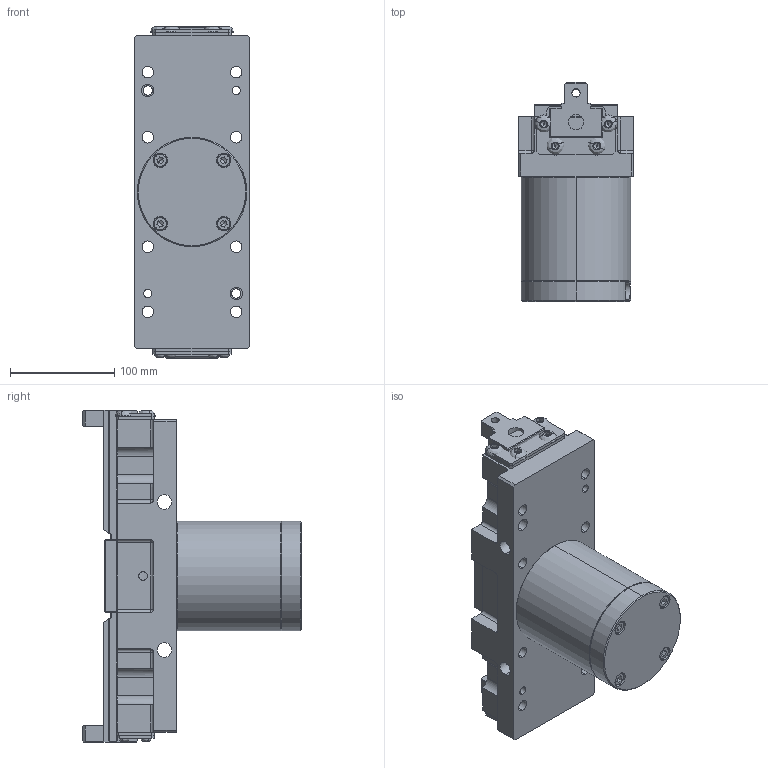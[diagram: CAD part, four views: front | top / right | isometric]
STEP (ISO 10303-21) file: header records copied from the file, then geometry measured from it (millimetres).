
FILE_DESCRIPTION (( 'STEP AP203' ), '1' );
FILE_NAME ('CF-CP-50.STEP', '2020-01-21T09:11:11', ( 'temp' ), ( '' ), 'SwSTEP 2.0', 'SolidWorks 2016', '' );
FILE_SCHEMA (( 'CONFIG_CONTROL_DESIGN' ));
Length unit declared in the file: millimetre
Products named in the file (12): CF-CP-50-10000; CF-CP-50-11000; 半圓頭六角孔螺栓_M5x12; CF-CP-50-07000; CF-CP-50-09010; CF-CP-50-0100G; 圓頭內六角螺栓_M8x130; CF-CP-50-02010; 半圓頭六角孔螺栓_M10x16; CF-CP-50-06010; CF-CP-50; 圓頭內六角螺栓_M5x12
Assembly tree (26 placements, depth 2):
  CF-CP-50
    CF-CP-50-0100G
    CF-CP-50-02010  x2
    CF-CP-50-06010
    圓頭內六角螺栓_M5x12  x4
    CF-CP-50-10000  x2
    CF-CP-50-11000  x2
    半圓頭六角孔螺栓_M5x12  x4
    CF-CP-50-07000
    CF-CP-50-09010
    圓頭內六角螺栓_M8x130  x4
    半圓頭六角孔螺栓_M10x16  x4
Bounding box: 110 x 210 x 318.72 mm (x, y, z)
Volume: 3053214 mm3; surface area: 410925.6 mm2
Topology: 26 solids, 29 shells, 1119 faces, 2645 edges, 1609 vertices
Faces by surface type: plane 546, cylinder 381, cone 164, bspline 28
Entity records: 22434 total; most frequent: CARTESIAN_POINT 4232, DIRECTION 3668, ORIENTED_EDGE 3220, EDGE_CURVE 1610, AXIS2_PLACEMENT_3D 1376, VERTEX_POINT 1022, LINE 916, VECTOR 916
